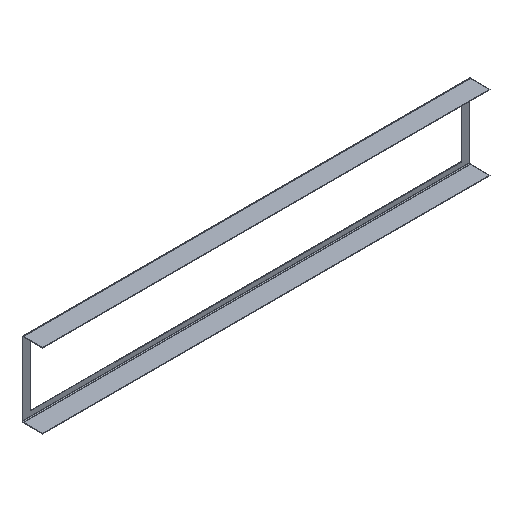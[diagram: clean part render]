
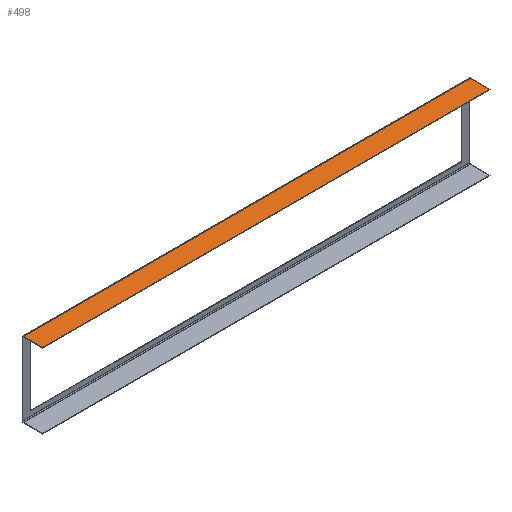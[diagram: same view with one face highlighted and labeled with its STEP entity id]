
A CAD part, isometric view. The second image highlights one B-rep face of the part: STEP entity #498.
In plain terms, the highlighted planar face has unit normal (0, 0, 1).
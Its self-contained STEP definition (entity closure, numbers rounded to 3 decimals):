
#66=FACE_OUTER_BOUND('',#96,.T.);
#96=EDGE_LOOP('',(#415,#416,#417,#418));
#135=LINE('',#790,#187);
#140=LINE('',#803,#192);
#147=LINE('',#821,#199);
#149=LINE('',#824,#201);
#187=VECTOR('',#645,10.);
#192=VECTOR('',#656,3.292);
#199=VECTOR('',#675,10.);
#201=VECTOR('',#679,10.);
#235=VERTEX_POINT('',#788);
#236=VERTEX_POINT('',#789);
#241=VERTEX_POINT('',#801);
#246=VERTEX_POINT('',#820);
#291=EDGE_CURVE('',#235,#236,#135,.T.);
#298=EDGE_CURVE('',#236,#241,#140,.T.);
#307=EDGE_CURVE('',#246,#235,#147,.T.);
#309=EDGE_CURVE('',#241,#246,#149,.T.);
#415=ORIENTED_EDGE('',*,*,#291,.T.);
#416=ORIENTED_EDGE('',*,*,#298,.T.);
#417=ORIENTED_EDGE('',*,*,#309,.T.);
#418=ORIENTED_EDGE('',*,*,#307,.T.);
#468=PLANE('',#546);
#498=ADVANCED_FACE('',(#66),#468,.T.);
#546=AXIS2_PLACEMENT_3D('',#827,#683,#684);
#645=DIRECTION('',(-1.,0.,0.));
#656=DIRECTION('',(0.,-1.,0.));
#675=DIRECTION('',(0.,1.,0.));
#679=DIRECTION('',(1.,0.,0.));
#683=DIRECTION('center_axis',(0.,0.,1.));
#684=DIRECTION('ref_axis',(0.,-1.,0.));
#788=CARTESIAN_POINT('',(1741.886,-2.286,25.886));
#789=CARTESIAN_POINT('',(-33.886,-2.286,25.886));
#790=CARTESIAN_POINT('',(854.,-2.286,25.886));
#801=CARTESIAN_POINT('',(-33.886,-80.,25.886));
#803=CARTESIAN_POINT('',(-33.886,8.056,25.886));
#820=CARTESIAN_POINT('',(1741.886,-80.,25.886));
#821=CARTESIAN_POINT('',(1741.886,-2.286,25.886));
#824=CARTESIAN_POINT('',(1741.886,-80.,25.886));
#827=CARTESIAN_POINT('Origin',(854.,-38.558,25.886));
